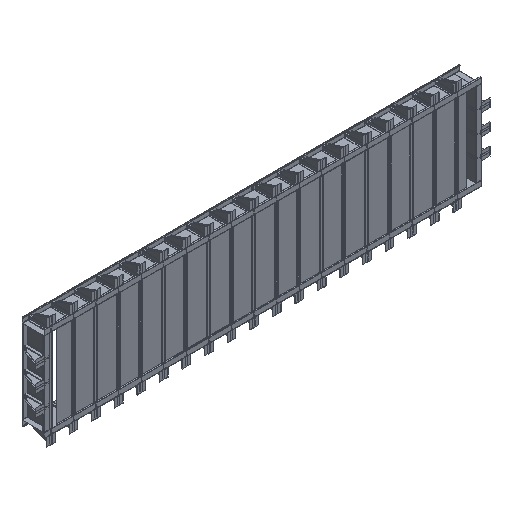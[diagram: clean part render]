
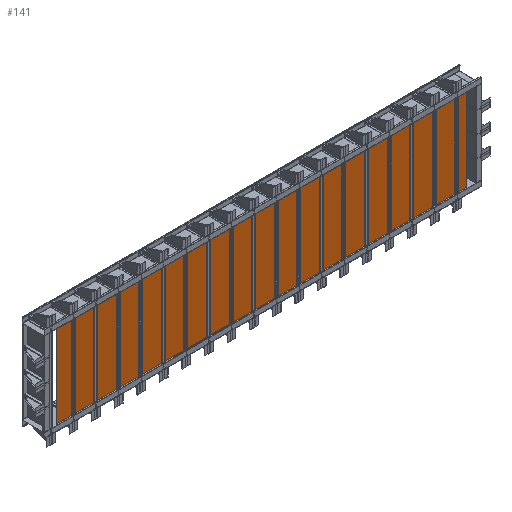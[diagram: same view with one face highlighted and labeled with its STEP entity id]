
A CAD part, isometric view. The second image highlights one B-rep face of the part: STEP entity #141.
In plain terms, the highlighted free-form (B-spline) face has degree [1, 1] with [2, 2] control points.
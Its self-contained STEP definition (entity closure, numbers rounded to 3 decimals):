
#21 = EDGE_CURVE('',#22,#24,#26,.T.);
#22 = VERTEX_POINT('',#23);
#23 = CARTESIAN_POINT('',(-5809.234,0.,-1183.79));
#24 = VERTEX_POINT('',#25);
#25 = CARTESIAN_POINT('',(-5809.234,0.,1183.79));
#26 = B_SPLINE_CURVE_WITH_KNOTS('',1,(#27,#28),.UNSPECIFIED.,.F.,.F.,(2,
    2),(-2924.,0.),.PIECEWISE_BEZIER_KNOTS.);
#27 = CARTESIAN_POINT('',(-5809.234,0.,-1183.79));
#28 = CARTESIAN_POINT('',(-5809.234,0.,1183.79));
#57 = EDGE_CURVE('',#24,#58,#60,.T.);
#58 = VERTEX_POINT('',#59);
#59 = CARTESIAN_POINT('',(5809.234,0.,1183.79));
#60 = B_SPLINE_CURVE_WITH_KNOTS('',1,(#61,#62),.UNSPECIFIED.,.F.,.F.,(2,
    2),(-14349.,0.),.PIECEWISE_BEZIER_KNOTS.);
#61 = CARTESIAN_POINT('',(-5809.234,0.,1183.79));
#62 = CARTESIAN_POINT('',(5809.234,0.,1183.79));
#85 = EDGE_CURVE('',#58,#86,#88,.T.);
#86 = VERTEX_POINT('',#87);
#87 = CARTESIAN_POINT('',(5809.234,0.,-1183.79));
#88 = B_SPLINE_CURVE_WITH_KNOTS('',1,(#89,#90),.UNSPECIFIED.,.F.,.F.,(2,
    2),(0.,2924.),.PIECEWISE_BEZIER_KNOTS.);
#89 = CARTESIAN_POINT('',(5809.234,0.,1183.79));
#90 = CARTESIAN_POINT('',(5809.234,0.,-1183.79));
#113 = EDGE_CURVE('',#86,#22,#114,.T.);
#114 = B_SPLINE_CURVE_WITH_KNOTS('',1,(#115,#116),.UNSPECIFIED.,.F.,.F.,
  (2,2),(0.,14349.),.PIECEWISE_BEZIER_KNOTS.);
#115 = CARTESIAN_POINT('',(5809.234,0.,-1183.79));
#116 = CARTESIAN_POINT('',(-5809.234,0.,-1183.79));
#141 = ADVANCED_FACE('',(#142),#148,.F.);
#142 = FACE_BOUND('',#143,.T.);
#143 = EDGE_LOOP('',(#144,#145,#146,#147));
#144 = ORIENTED_EDGE('',*,*,#21,.F.);
#145 = ORIENTED_EDGE('',*,*,#113,.F.);
#146 = ORIENTED_EDGE('',*,*,#85,.F.);
#147 = ORIENTED_EDGE('',*,*,#57,.F.);
#148 = B_SPLINE_SURFACE_WITH_KNOTS('',1,1,(
    (#149,#150)
    ,(#151,#152
    )),.UNSPECIFIED.,.F.,.F.,.F.,(2,2),(2,2),(-1462.,1462.),(
    -7174.5,7174.5),.PIECEWISE_BEZIER_KNOTS.);
#149 = CARTESIAN_POINT('',(-5809.234,0.,-1183.79));
#150 = CARTESIAN_POINT('',(5809.234,0.,-1183.79));
#151 = CARTESIAN_POINT('',(-5809.234,0.,1183.79));
#152 = CARTESIAN_POINT('',(5809.234,0.,1183.79));
